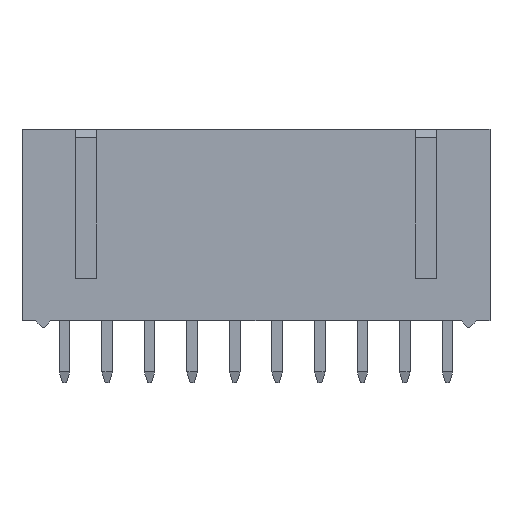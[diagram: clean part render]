
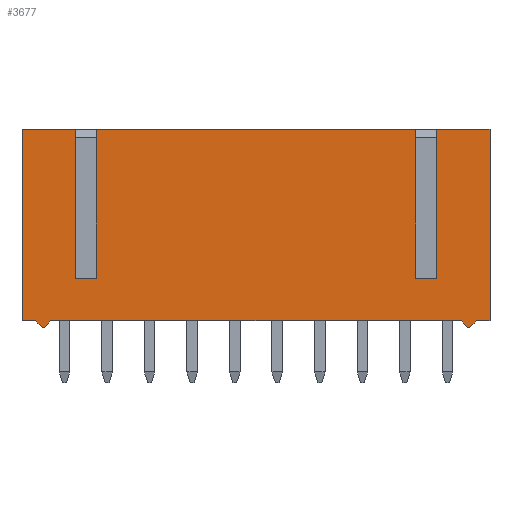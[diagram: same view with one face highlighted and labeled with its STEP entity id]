
A CAD part, front view. The second image highlights one B-rep face of the part: STEP entity #3677.
In plain terms, the highlighted planar face has unit normal (0, -1, 0).
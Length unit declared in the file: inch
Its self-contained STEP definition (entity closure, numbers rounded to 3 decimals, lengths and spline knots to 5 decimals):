
#5=DIRECTION('',(0.,0.,-1.));
#6=VECTOR('',#5,0.45);
#7=CARTESIAN_POINT('',(-0.55,-0.1,0.15));
#8=LINE('',#7,#6);
#525=DIRECTION('',(1.,0.,0.));
#526=VECTOR('',#525,0.0325);
#527=CARTESIAN_POINT('',(-0.55,-0.1,-0.3));
#528=LINE('',#527,#526);
#533=DIRECTION('',(1.,0.,0.));
#534=VECTOR('',#533,0.965);
#535=CARTESIAN_POINT('',(-0.4825,-0.1,-0.3));
#536=LINE('',#535,#534);
#545=DIRECTION('',(1.,0.,0.));
#546=VECTOR('',#545,0.0325);
#547=CARTESIAN_POINT('',(0.5175,-0.1,-0.3));
#548=LINE('',#547,#546);
#713=DIRECTION('',(-1.,0.,0.));
#714=VECTOR('',#713,0.05);
#715=CARTESIAN_POINT('',(-0.375,-0.1,-0.2));
#716=LINE('',#715,#714);
#717=DIRECTION('',(0.,0.,-1.));
#718=VECTOR('',#717,0.35);
#719=CARTESIAN_POINT('',(-0.375,-0.1,0.15));
#720=LINE('',#719,#718);
#721=DIRECTION('',(1.,0.,0.));
#722=VECTOR('',#721,0.75);
#723=CARTESIAN_POINT('',(-0.375,-0.1,0.15));
#724=LINE('',#723,#722);
#725=DIRECTION('',(0.,0.,-1.));
#726=VECTOR('',#725,0.35);
#727=CARTESIAN_POINT('',(0.375,-0.1,0.15));
#728=LINE('',#727,#726);
#729=DIRECTION('',(1.,0.,0.));
#730=VECTOR('',#729,0.05);
#731=CARTESIAN_POINT('',(0.375,-0.1,-0.2));
#732=LINE('',#731,#730);
#733=DIRECTION('',(0.,0.,-1.));
#734=VECTOR('',#733,0.35);
#735=CARTESIAN_POINT('',(0.425,-0.1,0.15));
#736=LINE('',#735,#734);
#737=DIRECTION('',(1.,0.,0.));
#738=VECTOR('',#737,0.125);
#739=CARTESIAN_POINT('',(0.425,-0.1,0.15));
#740=LINE('',#739,#738);
#741=DIRECTION('',(-0.707,0.,-0.707));
#742=VECTOR('',#741,0.02121);
#743=CARTESIAN_POINT('',(0.5175,-0.1,-0.3));
#744=LINE('',#743,#742);
#745=DIRECTION('',(-1.,0.,0.));
#746=VECTOR('',#745,0.005);
#747=CARTESIAN_POINT('',(0.5025,-0.1,-0.315));
#748=LINE('',#747,#746);
#749=DIRECTION('',(-0.707,0.,0.707));
#750=VECTOR('',#749,0.02121);
#751=CARTESIAN_POINT('',(0.4975,-0.1,-0.315));
#752=LINE('',#751,#750);
#753=DIRECTION('',(-0.707,0.,-0.707));
#754=VECTOR('',#753,0.02121);
#755=CARTESIAN_POINT('',(-0.4825,-0.1,-0.3));
#756=LINE('',#755,#754);
#757=DIRECTION('',(-1.,0.,0.));
#758=VECTOR('',#757,0.005);
#759=CARTESIAN_POINT('',(-0.4975,-0.1,-0.315));
#760=LINE('',#759,#758);
#761=DIRECTION('',(-0.707,0.,0.707));
#762=VECTOR('',#761,0.02121);
#763=CARTESIAN_POINT('',(-0.5025,-0.1,-0.315));
#764=LINE('',#763,#762);
#765=DIRECTION('',(1.,0.,0.));
#766=VECTOR('',#765,0.125);
#767=CARTESIAN_POINT('',(-0.55,-0.1,0.15));
#768=LINE('',#767,#766);
#769=DIRECTION('',(0.,0.,-1.));
#770=VECTOR('',#769,0.35);
#771=CARTESIAN_POINT('',(-0.425,-0.1,0.15));
#772=LINE('',#771,#770);
#1065=DIRECTION('',(0.,0.,-1.));
#1066=VECTOR('',#1065,0.45);
#1067=CARTESIAN_POINT('',(0.55,-0.1,0.15));
#1068=LINE('',#1067,#1066);
#2249=CARTESIAN_POINT('',(-0.55,-0.1,0.15));
#2250=CARTESIAN_POINT('',(-0.55,-0.1,-0.3));
#2251=VERTEX_POINT('',#2249);
#2252=VERTEX_POINT('',#2250);
#2255=CARTESIAN_POINT('',(0.55,-0.1,0.15));
#2256=CARTESIAN_POINT('',(0.55,-0.1,-0.3));
#2257=VERTEX_POINT('',#2255);
#2258=VERTEX_POINT('',#2256);
#2333=CARTESIAN_POINT('',(-0.4975,-0.1,-0.315));
#2334=CARTESIAN_POINT('',(-0.5025,-0.1,-0.315));
#2335=VERTEX_POINT('',#2333);
#2336=VERTEX_POINT('',#2334);
#2337=CARTESIAN_POINT('',(0.5025,-0.1,-0.315));
#2338=CARTESIAN_POINT('',(0.4975,-0.1,-0.315));
#2339=VERTEX_POINT('',#2337);
#2340=VERTEX_POINT('',#2338);
#2341=CARTESIAN_POINT('',(-0.5175,-0.1,-0.3));
#2343=VERTEX_POINT('',#2341);
#2345=CARTESIAN_POINT('',(-0.4825,-0.1,-0.3));
#2347=VERTEX_POINT('',#2345);
#2349=CARTESIAN_POINT('',(0.4825,-0.1,-0.3));
#2351=VERTEX_POINT('',#2349);
#2353=CARTESIAN_POINT('',(0.5175,-0.1,-0.3));
#2355=VERTEX_POINT('',#2353);
#2433=CARTESIAN_POINT('',(0.375,-0.1,-0.2));
#2434=CARTESIAN_POINT('',(0.425,-0.1,-0.2));
#2435=VERTEX_POINT('',#2433);
#2436=VERTEX_POINT('',#2434);
#2437=CARTESIAN_POINT('',(0.375,-0.1,0.15));
#2438=VERTEX_POINT('',#2437);
#2439=CARTESIAN_POINT('',(0.425,-0.1,0.15));
#2440=VERTEX_POINT('',#2439);
#2466=CARTESIAN_POINT('',(-0.375,-0.1,-0.2));
#2468=VERTEX_POINT('',#2466);
#2469=CARTESIAN_POINT('',(-0.425,-0.1,-0.2));
#2471=VERTEX_POINT('',#2469);
#2473=CARTESIAN_POINT('',(-0.375,-0.1,0.15));
#2474=VERTEX_POINT('',#2473);
#2475=CARTESIAN_POINT('',(-0.425,-0.1,0.15));
#2476=VERTEX_POINT('',#2475);
#3641=CARTESIAN_POINT('',(-0.55,-0.1,0.15));
#3642=DIRECTION('',(0.,-1.,0.));
#3643=DIRECTION('',(0.,0.,-1.));
#3644=AXIS2_PLACEMENT_3D('',#3641,#3642,#3643);
#3645=PLANE('',#3644);
#3646=ORIENTED_EDGE('',*,*,#3117,.F.);
#3647=ORIENTED_EDGE('',*,*,#3104,.F.);
#3648=ORIENTED_EDGE('',*,*,#3036,.T.);
#3650=ORIENTED_EDGE('',*,*,#3649,.T.);
#3651=ORIENTED_EDGE('',*,*,#3140,.T.);
#3653=ORIENTED_EDGE('',*,*,#3652,.F.);
#3654=ORIENTED_EDGE('',*,*,#3052,.T.);
#3656=ORIENTED_EDGE('',*,*,#3655,.T.);
#3657=ORIENTED_EDGE('',*,*,#3619,.F.);
#3659=ORIENTED_EDGE('',*,*,#3658,.T.);
#3661=ORIENTED_EDGE('',*,*,#3660,.T.);
#3663=ORIENTED_EDGE('',*,*,#3662,.T.);
#3664=ORIENTED_EDGE('',*,*,#3508,.F.);
#3666=ORIENTED_EDGE('',*,*,#3665,.T.);
#3668=ORIENTED_EDGE('',*,*,#3667,.T.);
#3669=ORIENTED_EDGE('',*,*,#3633,.T.);
#3670=ORIENTED_EDGE('',*,*,#3496,.F.);
#3671=ORIENTED_EDGE('',*,*,#2946,.F.);
#3672=ORIENTED_EDGE('',*,*,#3076,.T.);
#3674=ORIENTED_EDGE('',*,*,#3673,.T.);
#3675=EDGE_LOOP('',(#3646,#3647,#3648,#3650,#3651,#3653,#3654,#3656,#3657,#3659,
#3661,#3663,#3664,#3666,#3668,#3669,#3670,#3671,#3672,#3674));
#3676=FACE_OUTER_BOUND('',#3675,.F.);
#3677=ADVANCED_FACE('',(#3676),#3645,.T.);
#2946=EDGE_CURVE('',#2251,#2252,#8,.T.);
#3036=EDGE_CURVE('',#2474,#2438,#724,.T.);
#3052=EDGE_CURVE('',#2440,#2257,#740,.T.);
#3076=EDGE_CURVE('',#2251,#2476,#768,.T.);
#3104=EDGE_CURVE('',#2474,#2468,#720,.T.);
#3117=EDGE_CURVE('',#2468,#2471,#716,.T.);
#3140=EDGE_CURVE('',#2435,#2436,#732,.T.);
#3496=EDGE_CURVE('',#2252,#2343,#528,.T.);
#3508=EDGE_CURVE('',#2347,#2351,#536,.T.);
#3619=EDGE_CURVE('',#2355,#2258,#548,.T.);
#3633=EDGE_CURVE('',#2336,#2343,#764,.T.);
#3649=EDGE_CURVE('',#2438,#2435,#728,.T.);
#3652=EDGE_CURVE('',#2440,#2436,#736,.T.);
#3655=EDGE_CURVE('',#2257,#2258,#1068,.T.);
#3658=EDGE_CURVE('',#2355,#2339,#744,.T.);
#3660=EDGE_CURVE('',#2339,#2340,#748,.T.);
#3662=EDGE_CURVE('',#2340,#2351,#752,.T.);
#3665=EDGE_CURVE('',#2347,#2335,#756,.T.);
#3667=EDGE_CURVE('',#2335,#2336,#760,.T.);
#3673=EDGE_CURVE('',#2476,#2471,#772,.T.);
